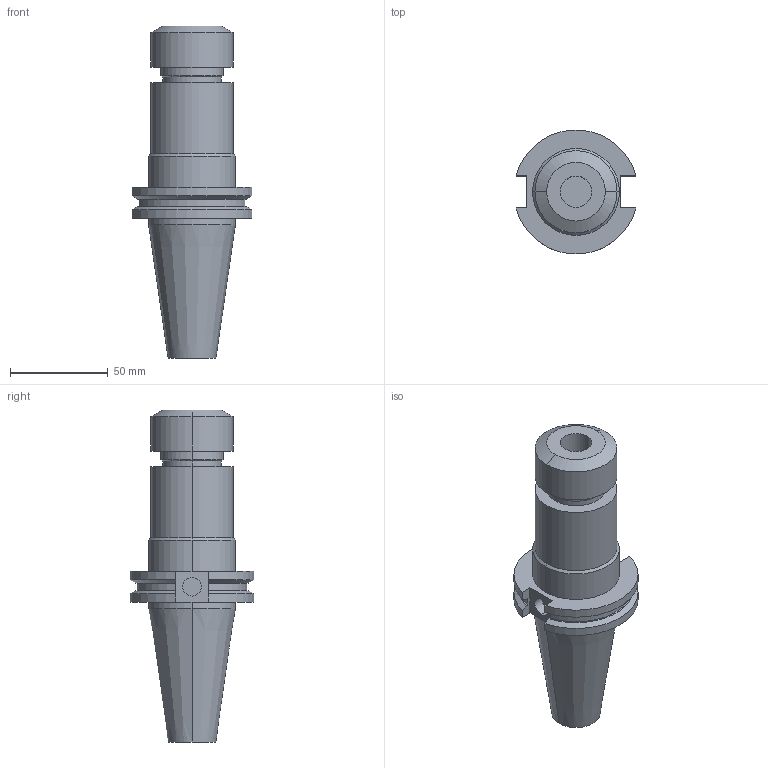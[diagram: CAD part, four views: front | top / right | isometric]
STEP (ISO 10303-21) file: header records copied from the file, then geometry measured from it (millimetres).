
FILE_DESCRIPTION (( 'STEP AP203' ), '1' );
FILE_NAME ('STP-5031-110-025-102-2(S2-22245).STEP', '2021-07-01T07:11:08', ( '' ), ( '' ), 'SwSTEP 2.0', 'SolidWorks 2017', '' );
FILE_SCHEMA (( 'CONFIG_CONTROL_DESIGN' ));
Length unit declared in the file: millimetre
Products named in the file (1): STP-5031-110-025-102-2(S2-22245)
Bounding box: 61.35 x 63.26 x 169.85 mm (x, y, z)
Volume: 210066.5 mm3; surface area: 32207 mm2
Topology: 1 solids, 1 shells, 62 faces, 142 edges, 89 vertices
Faces by surface type: cylinder 28, plane 20, cone 14
Entity records: 1829 total; most frequent: DIRECTION 322, CARTESIAN_POINT 316, ORIENTED_EDGE 280, EDGE_CURVE 140, AXIS2_PLACEMENT_3D 127, VERTEX_POINT 89, EDGE_LOOP 71, VECTOR 68
